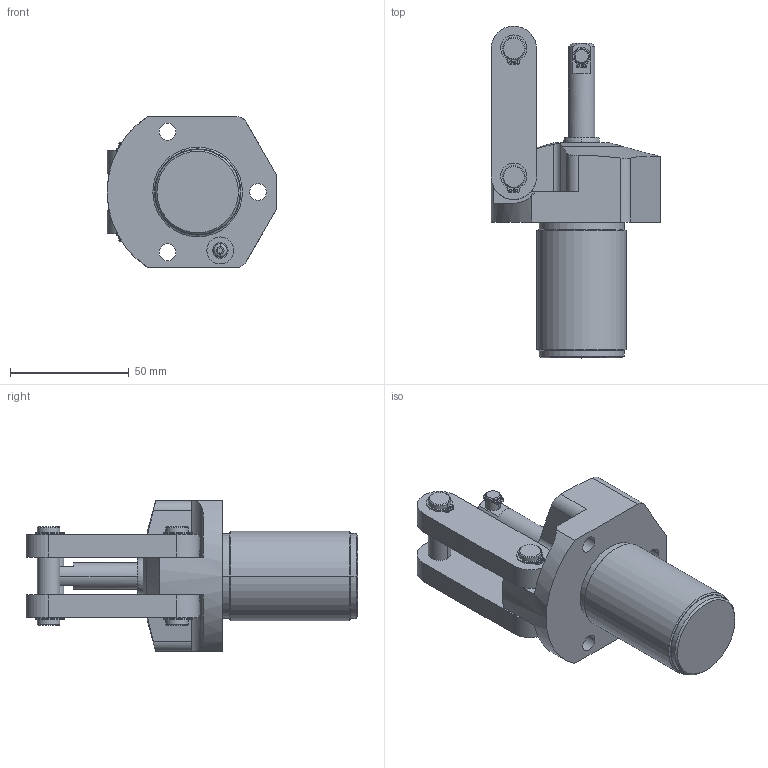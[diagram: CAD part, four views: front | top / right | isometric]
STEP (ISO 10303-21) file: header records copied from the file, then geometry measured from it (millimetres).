
FILE_DESCRIPTION((''),'2;1');
FILE_NAME('ILCM41661060','2006-09-18T',('KR'),(''),'PRO/ENGINEER BY PARAMETRIC TECHNOLOGY CORPORATION, 2004290','PRO/ENGINEER BY PARAMETRIC TECHNOLOGY CORPORATION, 2004290','');
FILE_SCHEMA(('AUTOMOTIVE_DESIGN_CC2 { 1 2 10303 214 -1 1 5 2 }'));
Length unit declared in the file: millimetre
Products named in the file (1): ILCM41661060
Bounding box: 71.42 x 139.7 x 63.5 mm (x, y, z)
Volume: 184964 mm3; surface area: 39537.9 mm2
Topology: 1 solids, 5 shells, 259 faces, 681 edges, 443 vertices
Faces by surface type: cylinder 121, plane 104, cone 30, sphere 2, torus 2
Entity records: 8445 total; most frequent: CARTESIAN_POINT 1651, DIRECTION 1466, ORIENTED_EDGE 1348, EDGE_CURVE 679, AXIS2_PLACEMENT_3D 562, VERTEX_POINT 443, VECTOR 342, LINE 342
